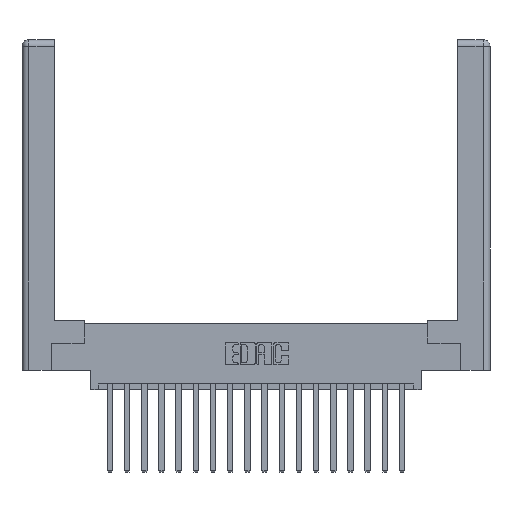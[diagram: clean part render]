
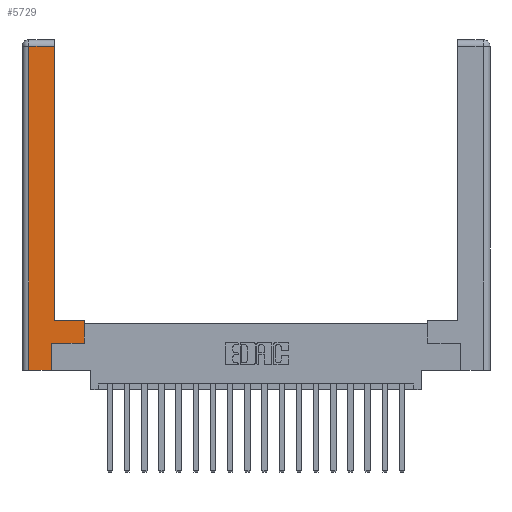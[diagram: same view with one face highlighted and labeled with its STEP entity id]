
A CAD part, top view. The second image highlights one B-rep face of the part: STEP entity #5729.
In plain terms, the highlighted planar face has unit normal (0, 0, 1).
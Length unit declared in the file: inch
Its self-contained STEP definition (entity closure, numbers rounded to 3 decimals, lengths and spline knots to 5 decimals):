
#253 = CARTESIAN_POINT ( 'NONE',  ( 0.295, 3., 0. ) ) ;
#272 = CARTESIAN_POINT ( 'NONE',  ( 0.265, 0., 0. ) ) ;
#1186 = LINE ( 'NONE', #272, #19521 ) ;
#1277 = DIRECTION ( 'NONE',  ( 1., 0., 0. ) ) ;
#1465 = VECTOR ( 'NONE', #6901, 39.37008 ) ;
#1600 = ORIENTED_EDGE ( 'NONE', *, *, #19524, .T. ) ;
#1799 = CARTESIAN_POINT ( 'NONE',  ( 0., 0., 0. ) ) ;
#1866 = EDGE_CURVE ( 'NONE', #6718, #7797, #3112, .T. ) ;
#2179 = CARTESIAN_POINT ( 'NONE',  ( 0.565, 0.45, 0. ) ) ;
#2188 = LINE ( 'NONE', #17157, #19324 ) ;
#2245 = DIRECTION ( 'NONE',  ( 0., 1., 0. ) ) ;
#2265 = CARTESIAN_POINT ( 'NONE',  ( 0.565, 0.45, 0. ) ) ;
#2499 = ORIENTED_EDGE ( 'NONE', *, *, #9927, .T. ) ;
#2905 = LINE ( 'NONE', #15187, #8329 ) ;
#3112 = LINE ( 'NONE', #2179, #10911 ) ;
#3557 = DIRECTION ( 'NONE',  ( 0., 1., 0. ) ) ;
#3738 = VERTEX_POINT ( 'NONE', #16459 ) ;
#4245 = LINE ( 'NONE', #15378, #11847 ) ;
#4775 = DIRECTION ( 'NONE',  ( -1., 0., 0. ) ) ;
#4829 = LINE ( 'NONE', #4836, #9789 ) ;
#4836 = CARTESIAN_POINT ( 'NONE',  ( 0.0615, 0., 0. ) ) ;
#4923 = DIRECTION ( 'NONE',  ( -1., 0., 0. ) ) ;
#5461 = ORIENTED_EDGE ( 'NONE', *, *, #12431, .T. ) ;
#5729 = ADVANCED_FACE ( 'NONE', ( #15566 ), #14017, .F. ) ;
#5879 = AXIS2_PLACEMENT_3D ( 'NONE', #1799, #17039, #4923 ) ;
#6277 = VERTEX_POINT ( 'NONE', #8302 ) ;
#6718 = VERTEX_POINT ( 'NONE', #9450 ) ;
#6901 = DIRECTION ( 'NONE',  ( -1., 0., 0. ) ) ;
#7071 = EDGE_CURVE ( 'NONE', #13111, #6718, #2905, .T. ) ;
#7501 = EDGE_LOOP ( 'NONE', ( #14447, #14642, #8122, #1600, #2499, #14006, #14266, #5461 ) ) ;
#7735 = VERTEX_POINT ( 'NONE', #8324 ) ;
#7797 = VERTEX_POINT ( 'NONE', #2265 ) ;
#8086 = LINE ( 'NONE', #14421, #1465 ) ;
#8122 = ORIENTED_EDGE ( 'NONE', *, *, #18461, .T. ) ;
#8302 = CARTESIAN_POINT ( 'NONE',  ( 0.0615, 0., 0. ) ) ;
#8324 = CARTESIAN_POINT ( 'NONE',  ( 0.0615, 2.94, 0. ) ) ;
#8329 = VECTOR ( 'NONE', #1277, 39.37008 ) ;
#8608 = EDGE_CURVE ( 'NONE', #3738, #15773, #11139, .T. ) ;
#9450 = CARTESIAN_POINT ( 'NONE',  ( 0.565, 0.245, 0. ) ) ;
#9789 = VECTOR ( 'NONE', #15456, 39.37008 ) ;
#9927 = EDGE_CURVE ( 'NONE', #13068, #13111, #4245, .T. ) ;
#10911 = VECTOR ( 'NONE', #2245, 39.37008 ) ;
#11139 = LINE ( 'NONE', #253, #13541 ) ;
#11847 = VECTOR ( 'NONE', #3557, 39.37008 ) ;
#12064 = CARTESIAN_POINT ( 'NONE',  ( 0.265, 0.245, 0. ) ) ;
#12431 = EDGE_CURVE ( 'NONE', #7797, #3738, #8086, .T. ) ;
#12640 = DIRECTION ( 'NONE',  ( 1., 0., 0. ) ) ;
#12850 = EDGE_CURVE ( 'NONE', #15773, #7735, #2188, .T. ) ;
#13068 = VERTEX_POINT ( 'NONE', #19587 ) ;
#13111 = VERTEX_POINT ( 'NONE', #12064 ) ;
#13541 = VECTOR ( 'NONE', #18426, 39.37008 ) ;
#14006 = ORIENTED_EDGE ( 'NONE', *, *, #7071, .T. ) ;
#14017 = PLANE ( 'NONE',  #5879 ) ;
#14266 = ORIENTED_EDGE ( 'NONE', *, *, #1866, .T. ) ;
#14421 = CARTESIAN_POINT ( 'NONE',  ( 0.295, 0.45, 0. ) ) ;
#14447 = ORIENTED_EDGE ( 'NONE', *, *, #8608, .T. ) ;
#14642 = ORIENTED_EDGE ( 'NONE', *, *, #12850, .T. ) ;
#15187 = CARTESIAN_POINT ( 'NONE',  ( 0.565, 0.245, 0. ) ) ;
#15378 = CARTESIAN_POINT ( 'NONE',  ( 0.265, 0.245, 0. ) ) ;
#15456 = DIRECTION ( 'NONE',  ( 0., -1., 0. ) ) ;
#15566 = FACE_OUTER_BOUND ( 'NONE', #7501, .T. ) ;
#15773 = VERTEX_POINT ( 'NONE', #16393 ) ;
#16393 = CARTESIAN_POINT ( 'NONE',  ( 0.295, 2.94, 0. ) ) ;
#16459 = CARTESIAN_POINT ( 'NONE',  ( 0.295, 0.45, 0. ) ) ;
#17039 = DIRECTION ( 'NONE',  ( 0., 0., -1. ) ) ;
#17157 = CARTESIAN_POINT ( 'NONE',  ( 0.0615, 2.94, 0. ) ) ;
#18426 = DIRECTION ( 'NONE',  ( 0., 1., 0. ) ) ;
#18461 = EDGE_CURVE ( 'NONE', #7735, #6277, #4829, .T. ) ;
#19324 = VECTOR ( 'NONE', #4775, 39.37008 ) ;
#19521 = VECTOR ( 'NONE', #12640, 39.37008 ) ;
#19524 = EDGE_CURVE ( 'NONE', #6277, #13068, #1186, .T. ) ;
#19587 = CARTESIAN_POINT ( 'NONE',  ( 0.265, 0., 0. ) ) ;
